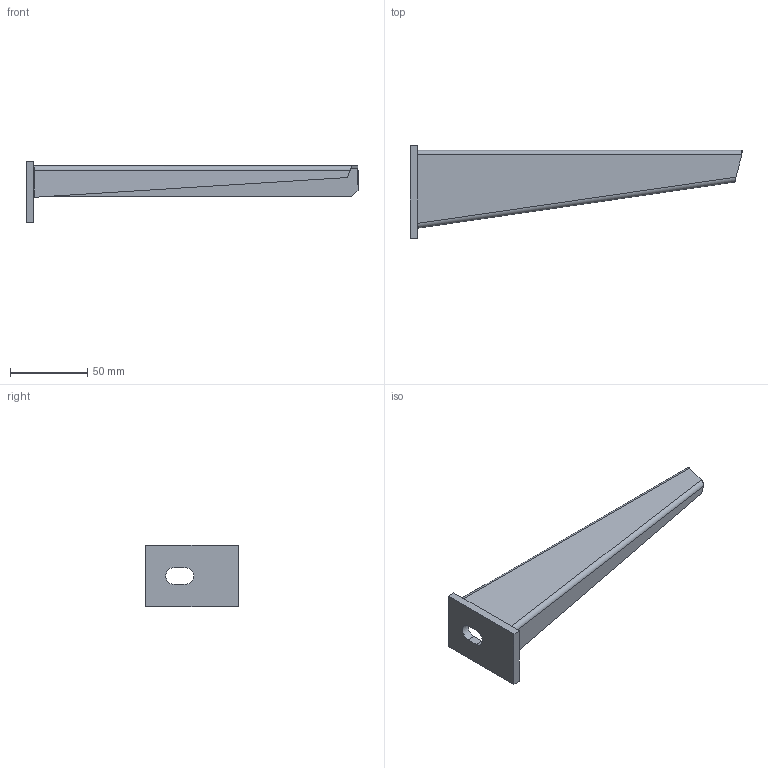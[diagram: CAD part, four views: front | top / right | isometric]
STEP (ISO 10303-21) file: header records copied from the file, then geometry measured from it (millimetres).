
FILE_DESCRIPTION (( 'STEP AP214' ), '1' );
FILE_NAME ('6420683.STEP', '2025-02-10T15:53:17', ( '' ), ( '' ), 'SwSTEP 2.0', 'SolidWorks 2024', '' );
FILE_SCHEMA (( 'AUTOMOTIVE_DESIGN' ));
Length unit declared in the file: millimetre
Products named in the file (3): 6420683; KTS 04.020-031_60x40x5; KTS 04.019-053_Standard
Assembly tree (2 placements, depth 2):
  6420683
    KTS 04.019-053_Standard
    KTS 04.020-031_60x40x5
Bounding box: 215 x 60 x 40 mm (x, y, z)
Volume: 31013.9 mm3; surface area: 33547.9 mm2
Topology: 2 solids, 2 shells, 33 faces, 79 edges, 50 vertices
Faces by surface type: plane 25, bspline 4, cylinder 4
Entity records: 1100 total; most frequent: CARTESIAN_POINT 286, ORIENTED_EDGE 158, DIRECTION 136, EDGE_CURVE 79, VECTOR 56, LINE 56, VERTEX_POINT 50, AXIS2_PLACEMENT_3D 40
